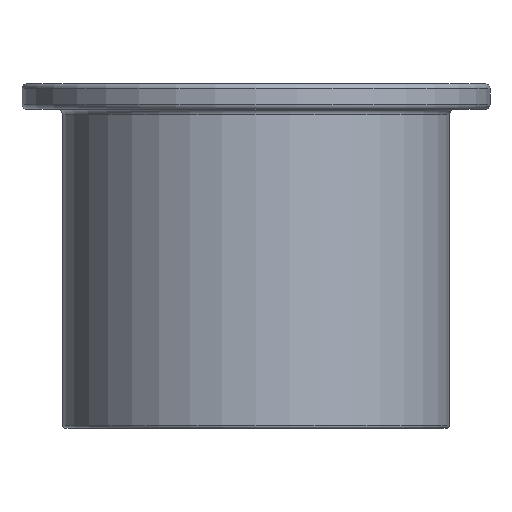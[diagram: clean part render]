
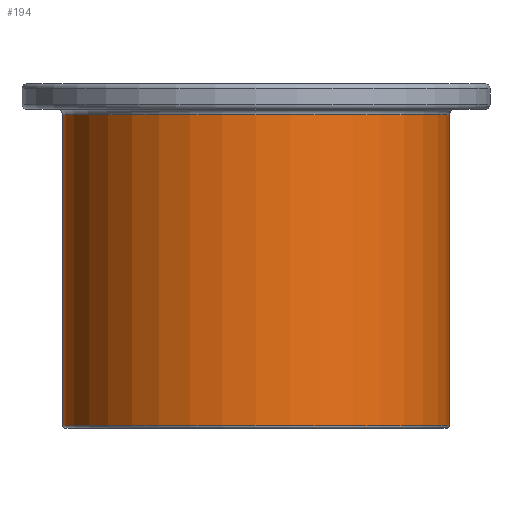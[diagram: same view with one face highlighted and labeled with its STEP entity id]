
A CAD part, front view. The second image highlights one B-rep face of the part: STEP entity #194.
In plain terms, the highlighted cylindrical face has radius 37.6 mm (diameter 75.2 mm), a full revolution.
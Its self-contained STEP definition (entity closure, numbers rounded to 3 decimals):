
#147 = VERTEX_POINT('',#148);
#148 = CARTESIAN_POINT('',(37.6,0.,0.5));
#157 = EDGE_CURVE('',#147,#147,#158,.T.);
#158 = CIRCLE('',#159,37.6);
#159 = AXIS2_PLACEMENT_3D('',#160,#161,#162);
#160 = CARTESIAN_POINT('',(0.,0.,0.5));
#161 = DIRECTION('',(0.,0.,-1.));
#162 = DIRECTION('',(1.,0.,0.));
#194 = ADVANCED_FACE('',(#195),#214,.T.);
#195 = FACE_BOUND('',#196,.T.);
#196 = EDGE_LOOP('',(#197,#205,#212,#213));
#197 = ORIENTED_EDGE('',*,*,#198,.F.);
#198 = EDGE_CURVE('',#199,#147,#201,.T.);
#199 = VERTEX_POINT('',#200);
#200 = CARTESIAN_POINT('',(37.6,0.,61.));
#201 = LINE('',#202,#203);
#202 = CARTESIAN_POINT('',(37.6,0.,62.));
#203 = VECTOR('',#204,1.);
#204 = DIRECTION('',(0.,0.,-1.));
#205 = ORIENTED_EDGE('',*,*,#206,.T.);
#206 = EDGE_CURVE('',#199,#199,#207,.T.);
#207 = CIRCLE('',#208,37.6);
#208 = AXIS2_PLACEMENT_3D('',#209,#210,#211);
#209 = CARTESIAN_POINT('',(0.,0.,61.));
#210 = DIRECTION('',(0.,0.,-1.));
#211 = DIRECTION('',(1.,0.,0.));
#212 = ORIENTED_EDGE('',*,*,#198,.T.);
#213 = ORIENTED_EDGE('',*,*,#157,.F.);
#214 = CYLINDRICAL_SURFACE('',#215,37.6);
#215 = AXIS2_PLACEMENT_3D('',#216,#217,#218);
#216 = CARTESIAN_POINT('',(0.,0.,62.));
#217 = DIRECTION('',(0.,0.,-1.));
#218 = DIRECTION('',(1.,0.,0.));
